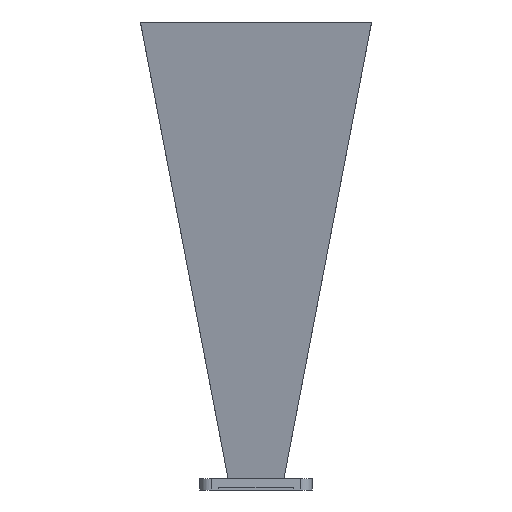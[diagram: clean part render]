
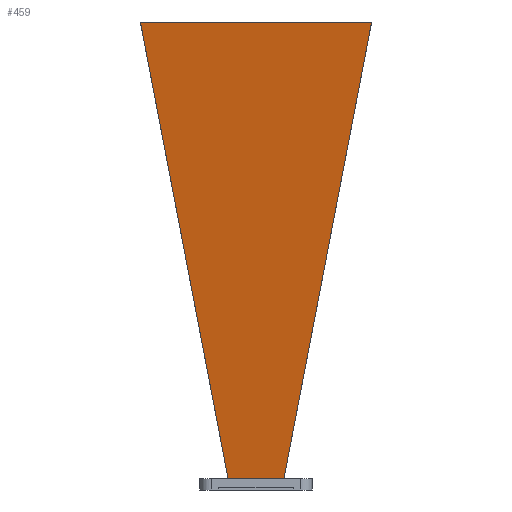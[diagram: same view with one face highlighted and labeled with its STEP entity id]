
A CAD part, front view. The second image highlights one B-rep face of the part: STEP entity #459.
In plain terms, the highlighted planar face has unit normal (0, -0.988, -0.153).
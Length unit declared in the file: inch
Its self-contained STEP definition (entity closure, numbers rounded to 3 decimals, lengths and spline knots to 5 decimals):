
#152 = CARTESIAN_POINT ( 'NONE',  ( 0.623, -0.312, 0.25 ) ) ;
#178 = CARTESIAN_POINT ( 'NONE',  ( 0.623, -0.312, 0.25 ) ) ;
#251 = CARTESIAN_POINT ( 'NONE',  ( -0.623, -0.312, 0.25 ) ) ;
#264 = FACE_OUTER_BOUND ( 'NONE', #1958, .T. ) ;
#348 = EDGE_CURVE ( 'NONE', #2548, #2002, #2411, .T. ) ;
#407 = LINE ( 'NONE', #152, #2413 ) ;
#408 = DIRECTION ( 'NONE',  ( -0.186, -0.15, 0.971 ) ) ;
#459 = ADVANCED_FACE ( 'NONE', ( #264 ), #2693, .F. ) ;
#464 = EDGE_CURVE ( 'NONE', #1421, #2548, #1091, .T. ) ;
#475 = CARTESIAN_POINT ( 'NONE',  ( 0., -0.26704, -0.04122 ) ) ;
#610 = LINE ( 'NONE', #2142, #1404 ) ;
#703 = ORIENTED_EDGE ( 'NONE', *, *, #464, .F. ) ;
#707 = CARTESIAN_POINT ( 'NONE',  ( -2.57727, -1.88361, 10.431 ) ) ;
#725 = EDGE_CURVE ( 'NONE', #2002, #2255, #610, .T. ) ;
#729 = CARTESIAN_POINT ( 'NONE',  ( -0.623, -0.312, 0.25 ) ) ;
#1064 = CARTESIAN_POINT ( 'NONE',  ( 2.57727, -1.88361, 10.431 ) ) ;
#1091 = B_SPLINE_CURVE_WITH_KNOTS ( 'NONE', 3,
 ( #1806, #1769, #1994, #729 ),
 .UNSPECIFIED., .F., .F.,
 ( 4, 4 ),
 ( 0., 1. ),
 .UNSPECIFIED. ) ;
#1252 = DIRECTION ( 'NONE',  ( 0.186, -0.15, 0.971 ) ) ;
#1349 = DIRECTION ( 'NONE',  ( 0., 0.988, 0.153 ) ) ;
#1404 = VECTOR ( 'NONE', #1938, 39.37008 ) ;
#1421 = VERTEX_POINT ( 'NONE', #178 ) ;
#1611 = DIRECTION ( 'NONE',  ( 0., 0.153, -0.988 ) ) ;
#1769 = CARTESIAN_POINT ( 'NONE',  ( 0.20767, -0.312, 0.25 ) ) ;
#1806 = CARTESIAN_POINT ( 'NONE',  ( 0.623, -0.312, 0.25 ) ) ;
#1846 = CARTESIAN_POINT ( 'NONE',  ( -0.623, -0.312, 0.25 ) ) ;
#1938 = DIRECTION ( 'NONE',  ( 1., 0., 0. ) ) ;
#1939 = ORIENTED_EDGE ( 'NONE', *, *, #348, .F. ) ;
#1958 = EDGE_LOOP ( 'NONE', ( #2030, #2762, #1939, #703 ) ) ;
#1994 = CARTESIAN_POINT ( 'NONE',  ( -0.20767, -0.312, 0.25 ) ) ;
#2002 = VERTEX_POINT ( 'NONE', #707 ) ;
#2030 = ORIENTED_EDGE ( 'NONE', *, *, #2069, .T. ) ;
#2069 = EDGE_CURVE ( 'NONE', #1421, #2255, #407, .T. ) ;
#2142 = CARTESIAN_POINT ( 'NONE',  ( -2.579, -1.88361, 10.431 ) ) ;
#2255 = VERTEX_POINT ( 'NONE', #1064 ) ;
#2310 = VECTOR ( 'NONE', #408, 39.37008 ) ;
#2411 = LINE ( 'NONE', #251, #2310 ) ;
#2413 = VECTOR ( 'NONE', #1252, 39.37008 ) ;
#2548 = VERTEX_POINT ( 'NONE', #1846 ) ;
#2616 = AXIS2_PLACEMENT_3D ( 'NONE', #475, #1349, #1611 ) ;
#2693 = PLANE ( 'NONE',  #2616 ) ;
#2762 = ORIENTED_EDGE ( 'NONE', *, *, #725, .F. ) ;
